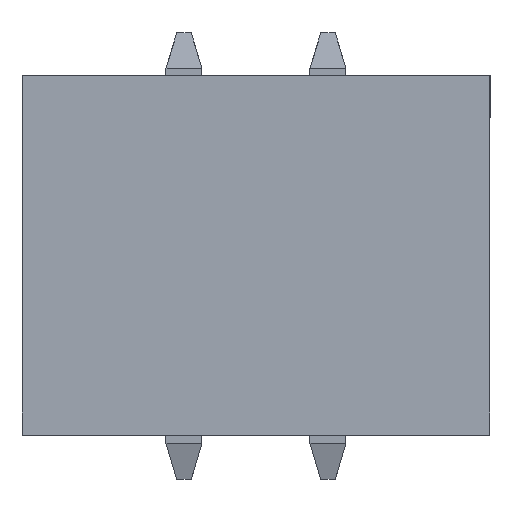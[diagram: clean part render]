
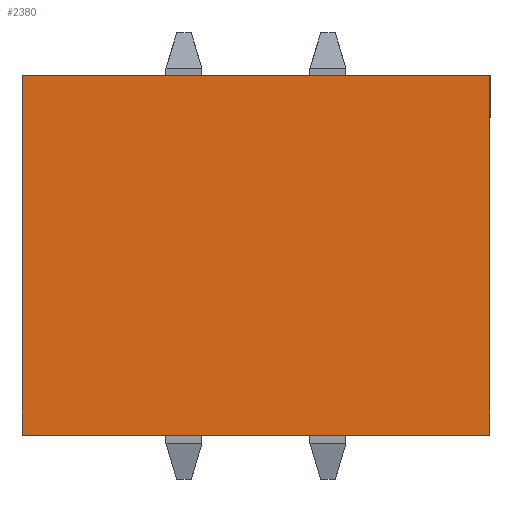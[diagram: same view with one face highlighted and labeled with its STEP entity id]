
A CAD part, top view. The second image highlights one B-rep face of the part: STEP entity #2380.
In plain terms, the highlighted planar face has unit normal (0, 0, 1).
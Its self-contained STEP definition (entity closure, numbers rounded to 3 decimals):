
#615=ORIENTED_EDGE('',*,*,#998,.T.);
#616=ORIENTED_EDGE('',*,*,#965,.F.);
#617=ORIENTED_EDGE('',*,*,#996,.F.);
#618=ORIENTED_EDGE('',*,*,#969,.T.);
#965=EDGE_CURVE('',#1201,#1202,#1497,.T.);
#969=EDGE_CURVE('',#1206,#1205,#1501,.T.);
#996=EDGE_CURVE('',#1206,#1201,#1525,.T.);
#998=EDGE_CURVE('',#1205,#1202,#1527,.T.);
#1201=VERTEX_POINT('',#3693);
#1202=VERTEX_POINT('',#3695);
#1205=VERTEX_POINT('',#3702);
#1206=VERTEX_POINT('',#3704);
#1497=LINE('',#3694,#1815);
#1501=LINE('',#3703,#1819);
#1525=LINE('',#3756,#1843);
#1527=LINE('',#3760,#1845);
#1815=VECTOR('',#3041,1000.);
#1819=VECTOR('',#3047,1000.);
#1843=VECTOR('',#3079,1000.);
#1845=VECTOR('',#3083,1000.);
#1999=EDGE_LOOP('',(#615,#616,#617,#618));
#2133=FACE_BOUND('',#1999,.T.);
#2257=PLANE('',#2559);
#2380=ADVANCED_FACE('',(#2133),#2257,.F.);
#2559=AXIS2_PLACEMENT_3D('',#3808,#3111,#3112);
#3041=DIRECTION('',(0.,1.,0.));
#3047=DIRECTION('',(0.,1.,0.));
#3079=DIRECTION('',(-1.,0.,0.));
#3083=DIRECTION('',(-1.,0.,0.));
#3111=DIRECTION('',(0.,0.,-1.));
#3112=DIRECTION('',(-1.,0.,0.));
#3693=CARTESIAN_POINT('',(-2.5,-3.25,2.25));
#3694=CARTESIAN_POINT('',(-2.5,-3.25,2.25));
#3695=CARTESIAN_POINT('',(-2.5,3.25,2.25));
#3702=CARTESIAN_POINT('',(2.5,3.25,2.25));
#3703=CARTESIAN_POINT('',(2.5,-3.25,2.25));
#3704=CARTESIAN_POINT('',(2.5,-3.25,2.25));
#3756=CARTESIAN_POINT('',(2.5,-3.25,2.25));
#3760=CARTESIAN_POINT('',(2.5,3.25,2.25));
#3808=CARTESIAN_POINT('',(2.5,-3.25,2.25));
